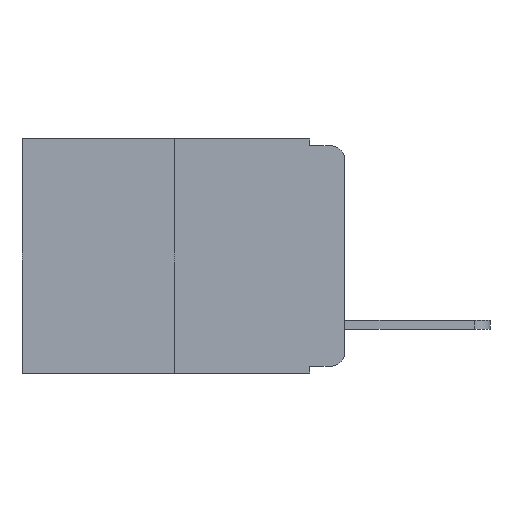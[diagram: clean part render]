
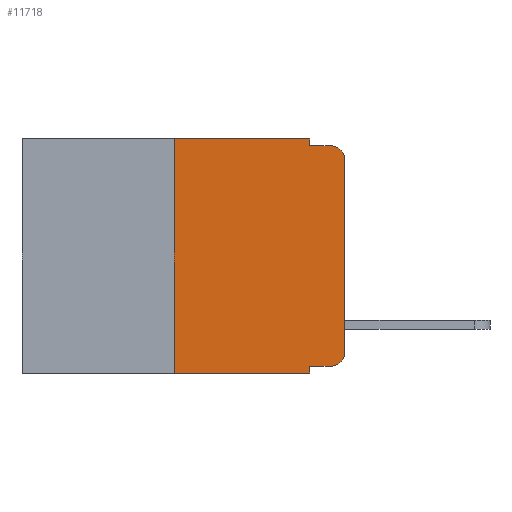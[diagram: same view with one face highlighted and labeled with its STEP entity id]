
A CAD part, left-side view. The second image highlights one B-rep face of the part: STEP entity #11718.
In plain terms, the highlighted planar face has unit normal (-1, 0, 0).
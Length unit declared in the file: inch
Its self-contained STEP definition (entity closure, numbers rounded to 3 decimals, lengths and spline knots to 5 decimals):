
#384 = CARTESIAN_POINT ( 'NONE',  ( 0., 0.02, -0.01 ) ) ;
#523 = VERTEX_POINT ( 'NONE', #10626 ) ;
#744 = VECTOR ( 'NONE', #7951, 39.37008 ) ;
#745 = DIRECTION ( 'NONE',  ( 0., 0., 1. ) ) ;
#803 = CARTESIAN_POINT ( 'NONE',  ( 0., 0., 0. ) ) ;
#856 = VECTOR ( 'NONE', #12378, 39.37008 ) ;
#873 = CARTESIAN_POINT ( 'NONE',  ( 0., 0.25, 0. ) ) ;
#894 = EDGE_CURVE ( 'NONE', #7888, #2697, #8049, .T. ) ;
#992 = CARTESIAN_POINT ( 'NONE',  ( 0., 0.473, 0. ) ) ;
#1019 = ORIENTED_EDGE ( 'NONE', *, *, #894, .F. ) ;
#1027 = LINE ( 'NONE', #4754, #9514 ) ;
#1643 = VERTEX_POINT ( 'NONE', #11381 ) ;
#1718 = CARTESIAN_POINT ( 'NONE',  ( 0., 0.473, -0.343 ) ) ;
#1854 = ORIENTED_EDGE ( 'NONE', *, *, #3409, .T. ) ;
#2011 = DIRECTION ( 'NONE',  ( 1., 0., 0. ) ) ;
#2418 = ORIENTED_EDGE ( 'NONE', *, *, #2780, .F. ) ;
#2697 = VERTEX_POINT ( 'NONE', #384 ) ;
#2700 = CIRCLE ( 'NONE', #9171, 0.02 ) ;
#2709 = VECTOR ( 'NONE', #10115, 39.37008 ) ;
#2780 = EDGE_CURVE ( 'NONE', #1643, #11318, #10102, .T. ) ;
#3409 = EDGE_CURVE ( 'NONE', #1643, #12185, #5439, .T. ) ;
#3425 = EDGE_CURVE ( 'NONE', #523, #2697, #12960, .T. ) ;
#3470 = ORIENTED_EDGE ( 'NONE', *, *, #10438, .T. ) ;
#3965 = DIRECTION ( 'NONE',  ( -1., 0., 0. ) ) ;
#4198 = PLANE ( 'NONE',  #9617 ) ;
#4291 = CARTESIAN_POINT ( 'NONE',  ( 0., 0., -0.313 ) ) ;
#4694 = VERTEX_POINT ( 'NONE', #13212 ) ;
#4754 = CARTESIAN_POINT ( 'NONE',  ( 0., 0.473, 0. ) ) ;
#5107 = DIRECTION ( 'NONE',  ( 0., 0., -1. ) ) ;
#5245 = CARTESIAN_POINT ( 'NONE',  ( 0., 0.02, -0.313 ) ) ;
#5439 = LINE ( 'NONE', #12152, #2709 ) ;
#5466 = CARTESIAN_POINT ( 'NONE',  ( 0., 0.051, 0. ) ) ;
#6059 = VECTOR ( 'NONE', #7750, 39.37008 ) ;
#6105 = DIRECTION ( 'NONE',  ( 0., 0., -1. ) ) ;
#6807 = DIRECTION ( 'NONE',  ( 0., -1., 0. ) ) ;
#6884 = EDGE_LOOP ( 'NONE', ( #3470, #9341, #1019, #11060, #7078, #9880, #7347, #2418, #1854, #11112 ) ) ;
#6891 = DIRECTION ( 'NONE',  ( 0., -1., 0. ) ) ;
#6964 = LINE ( 'NONE', #803, #744 ) ;
#7007 = DIRECTION ( 'NONE',  ( 0., 0., -1. ) ) ;
#7052 = CARTESIAN_POINT ( 'NONE',  ( 0., 0.02, -0.03 ) ) ;
#7078 = ORIENTED_EDGE ( 'NONE', *, *, #11619, .F. ) ;
#7347 = ORIENTED_EDGE ( 'NONE', *, *, #7536, .T. ) ;
#7522 = DIRECTION ( 'NONE',  ( 0., 0., -1. ) ) ;
#7536 = EDGE_CURVE ( 'NONE', #7657, #11318, #13048, .T. ) ;
#7657 = VERTEX_POINT ( 'NONE', #12131 ) ;
#7750 = DIRECTION ( 'NONE',  ( 0., -1., 0. ) ) ;
#7844 = EDGE_CURVE ( 'NONE', #12185, #8537, #2700, .T. ) ;
#7888 = VERTEX_POINT ( 'NONE', #9541 ) ;
#7951 = DIRECTION ( 'NONE',  ( 0., 0., 1. ) ) ;
#8049 = LINE ( 'NONE', #13017, #11114 ) ;
#8307 = VERTEX_POINT ( 'NONE', #12167 ) ;
#8537 = VERTEX_POINT ( 'NONE', #4291 ) ;
#8758 = CARTESIAN_POINT ( 'NONE',  ( 0., 0.02, -0.333 ) ) ;
#8769 = AXIS2_PLACEMENT_3D ( 'NONE', #7052, #3965, #7007 ) ;
#9171 = AXIS2_PLACEMENT_3D ( 'NONE', #5245, #12389, #6105 ) ;
#9341 = ORIENTED_EDGE ( 'NONE', *, *, #3425, .T. ) ;
#9417 = CARTESIAN_POINT ( 'NONE',  ( 0., 0.051, -0.343 ) ) ;
#9514 = VECTOR ( 'NONE', #6807, 39.37008 ) ;
#9541 = CARTESIAN_POINT ( 'NONE',  ( 0., 0.051, -0.01 ) ) ;
#9617 = AXIS2_PLACEMENT_3D ( 'NONE', #992, #2011, #5107 ) ;
#9880 = ORIENTED_EDGE ( 'NONE', *, *, #11035, .F. ) ;
#10102 = LINE ( 'NONE', #5466, #12007 ) ;
#10115 = DIRECTION ( 'NONE',  ( 0., -1., 0. ) ) ;
#10438 = EDGE_CURVE ( 'NONE', #8537, #523, #6964, .T. ) ;
#10626 = CARTESIAN_POINT ( 'NONE',  ( 0., 0., -0.03 ) ) ;
#10642 = FACE_OUTER_BOUND ( 'NONE', #6884, .T. ) ;
#11035 = EDGE_CURVE ( 'NONE', #7657, #8307, #13200, .T. ) ;
#11060 = ORIENTED_EDGE ( 'NONE', *, *, #11787, .F. ) ;
#11112 = ORIENTED_EDGE ( 'NONE', *, *, #7844, .T. ) ;
#11114 = VECTOR ( 'NONE', #6891, 39.37008 ) ;
#11318 = VERTEX_POINT ( 'NONE', #9417 ) ;
#11381 = CARTESIAN_POINT ( 'NONE',  ( 0., 0.051, -0.333 ) ) ;
#11619 = EDGE_CURVE ( 'NONE', #8307, #4694, #1027, .T. ) ;
#11718 = ADVANCED_FACE ( 'NONE', ( #10642 ), #4198, .F. ) ;
#11744 = LINE ( 'NONE', #13239, #856 ) ;
#11787 = EDGE_CURVE ( 'NONE', #4694, #7888, #11744, .T. ) ;
#12007 = VECTOR ( 'NONE', #7522, 39.37008 ) ;
#12131 = CARTESIAN_POINT ( 'NONE',  ( 0., 0.25, -0.343 ) ) ;
#12152 = CARTESIAN_POINT ( 'NONE',  ( 0., 0.051, -0.333 ) ) ;
#12167 = CARTESIAN_POINT ( 'NONE',  ( 0., 0.25, 0. ) ) ;
#12185 = VERTEX_POINT ( 'NONE', #8758 ) ;
#12378 = DIRECTION ( 'NONE',  ( 0., 0., -1. ) ) ;
#12389 = DIRECTION ( 'NONE',  ( -1., 0., 0. ) ) ;
#12711 = VECTOR ( 'NONE', #745, 39.37008 ) ;
#12960 = CIRCLE ( 'NONE', #8769, 0.02 ) ;
#13017 = CARTESIAN_POINT ( 'NONE',  ( 0., 0.051, -0.01 ) ) ;
#13048 = LINE ( 'NONE', #1718, #6059 ) ;
#13200 = LINE ( 'NONE', #873, #12711 ) ;
#13212 = CARTESIAN_POINT ( 'NONE',  ( 0., 0.051, 0. ) ) ;
#13239 = CARTESIAN_POINT ( 'NONE',  ( 0., 0.051, 0. ) ) ;
